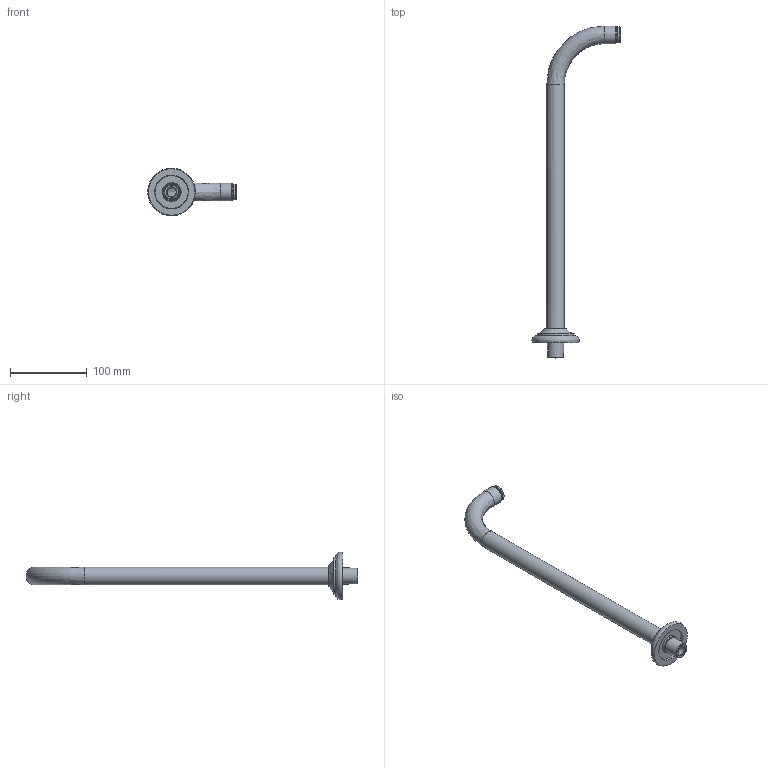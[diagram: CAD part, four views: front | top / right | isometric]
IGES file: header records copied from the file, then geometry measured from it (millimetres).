
Global section: file name: V2KA620-B; native system: Autodesk Inventor 2024; preprocessor: unknown; author: kwhieldon; date: 20240724.115717; units: millimetre
Bounding box: 115 x 431.5 x 61.99 mm (x, y, z)
Volume: 98058.7 mm3; surface area: 76772.9 mm2
Topology: 6 solids, 6 shells, 70 faces, 170 edges, 120 vertices
Faces by surface type: bspline 70
